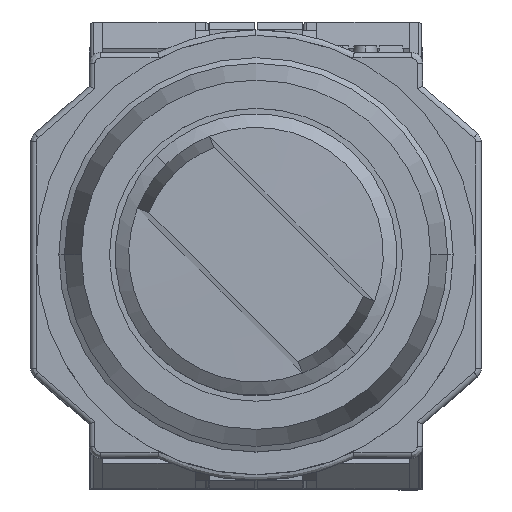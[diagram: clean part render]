
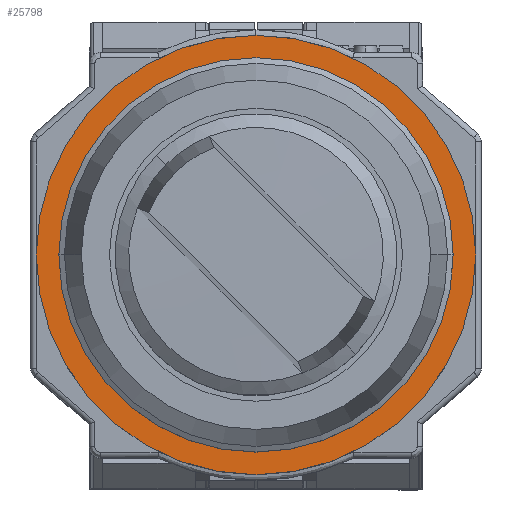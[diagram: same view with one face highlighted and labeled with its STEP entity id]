
A CAD part, top view. The second image highlights one B-rep face of the part: STEP entity #25798.
In plain terms, the highlighted planar face has unit normal (0, 0, 1).
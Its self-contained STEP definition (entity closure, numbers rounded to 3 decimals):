
#941 = ORIENTED_EDGE ( 'NONE', *, *, #21251, .T. ) ;
#1780 = CARTESIAN_POINT ( 'NONE',  ( 19.5, 0., 1.5 ) ) ;
#2140 = ORIENTED_EDGE ( 'NONE', *, *, #10394, .F. ) ;
#2274 = CARTESIAN_POINT ( 'NONE',  ( 0., 0., 1.5 ) ) ;
#3162 = DIRECTION ( 'NONE',  ( -1., 0., 0. ) ) ;
#3163 = AXIS2_PLACEMENT_3D ( 'NONE', #12177, #9447, #6710 ) ;
#3250 = CIRCLE ( 'NONE', #14805, 19.5 ) ;
#4682 = VERTEX_POINT ( 'NONE', #7516 ) ;
#5756 = EDGE_LOOP ( 'NONE', ( #941, #6932 ) ) ;
#5883 = DIRECTION ( 'NONE',  ( 0., 0., 1. ) ) ;
#6085 = EDGE_CURVE ( 'NONE', #22419, #6798, #9797, .T. ) ;
#6710 = DIRECTION ( 'NONE',  ( 1., 0., 0. ) ) ;
#6798 = VERTEX_POINT ( 'NONE', #19368 ) ;
#6932 = ORIENTED_EDGE ( 'NONE', *, *, #23311, .T. ) ;
#7516 = CARTESIAN_POINT ( 'NONE',  ( -19.5, 0., 1.5 ) ) ;
#8602 = CARTESIAN_POINT ( 'NONE',  ( 0., 0., 1.5 ) ) ;
#9447 = DIRECTION ( 'NONE',  ( 0., 0., 1. ) ) ;
#9797 = CIRCLE ( 'NONE', #18810, 14.75 ) ;
#10243 = DIRECTION ( 'NONE',  ( -1., 0., 0. ) ) ;
#10394 = EDGE_CURVE ( 'NONE', #6798, #22419, #20432, .T. ) ;
#11160 = EDGE_LOOP ( 'NONE', ( #16124, #2140 ) ) ;
#12177 = CARTESIAN_POINT ( 'NONE',  ( -19.734, -19.734, 1.5 ) ) ;
#12967 = DIRECTION ( 'NONE',  ( 0., 0., 1. ) ) ;
#14020 = DIRECTION ( 'NONE',  ( -1., 0., 0. ) ) ;
#14285 = VERTEX_POINT ( 'NONE', #1780 ) ;
#14805 = AXIS2_PLACEMENT_3D ( 'NONE', #8602, #5883, #3162 ) ;
#15697 = CARTESIAN_POINT ( 'NONE',  ( 0., 0., 1.5 ) ) ;
#16124 = ORIENTED_EDGE ( 'NONE', *, *, #6085, .F. ) ;
#16723 = DIRECTION ( 'NONE',  ( 0., 0., 1. ) ) ;
#17613 = PLANE ( 'NONE',  #3163 ) ;
#17653 = CARTESIAN_POINT ( 'NONE',  ( -14.75, 0., 1.5 ) ) ;
#18810 = AXIS2_PLACEMENT_3D ( 'NONE', #19418, #16723, #14020 ) ;
#19368 = CARTESIAN_POINT ( 'NONE',  ( 14.75, 0., 1.5 ) ) ;
#19418 = CARTESIAN_POINT ( 'NONE',  ( 0., 0., 1.5 ) ) ;
#20127 = CIRCLE ( 'NONE', #20233, 19.5 ) ;
#20233 = AXIS2_PLACEMENT_3D ( 'NONE', #15697, #12967, #10243 ) ;
#20432 = CIRCLE ( 'NONE', #26357, 14.75 ) ;
#21251 = EDGE_CURVE ( 'NONE', #4682, #14285, #3250, .T. ) ;
#21490 = FACE_OUTER_BOUND ( 'NONE', #5756, .T. ) ;
#22419 = VERTEX_POINT ( 'NONE', #17653 ) ;
#23311 = EDGE_CURVE ( 'NONE', #14285, #4682, #20127, .T. ) ;
#23352 = DIRECTION ( 'NONE',  ( -1., 0., 0. ) ) ;
#25798 = ADVANCED_FACE ( 'NONE', ( #26313, #21490 ), #17613, .T. ) ;
#26106 = DIRECTION ( 'NONE',  ( 0., 0., 1. ) ) ;
#26313 = FACE_BOUND ( 'NONE', #11160, .T. ) ;
#26357 = AXIS2_PLACEMENT_3D ( 'NONE', #2274, #26106, #23352 ) ;
